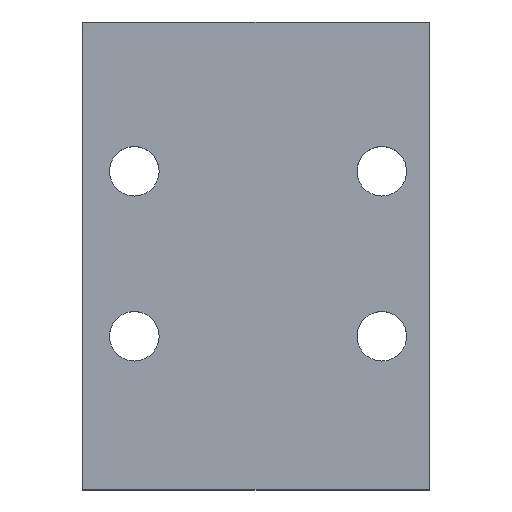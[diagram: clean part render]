
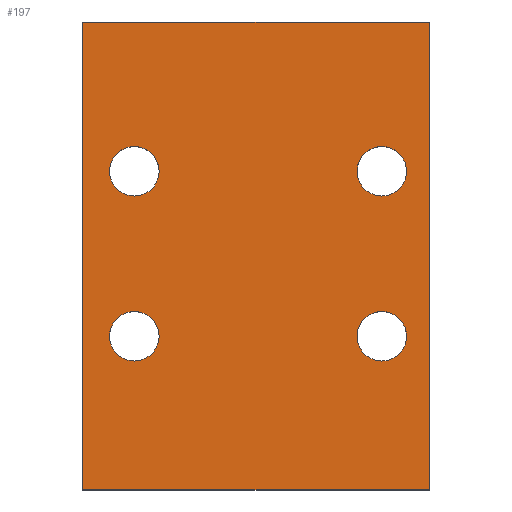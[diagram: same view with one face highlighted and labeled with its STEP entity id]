
A CAD part, top view. The second image highlights one B-rep face of the part: STEP entity #197.
In plain terms, the highlighted planar face has unit normal (0, 0, 1).
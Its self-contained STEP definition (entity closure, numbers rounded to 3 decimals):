
#15=FACE_BOUND('',#48,.T.);
#16=FACE_BOUND('',#49,.T.);
#17=FACE_BOUND('',#50,.T.);
#18=FACE_BOUND('',#51,.T.);
#27=PLANE('',#238);
#37=FACE_OUTER_BOUND('',#47,.T.);
#47=EDGE_LOOP('',(#169,#170,#171,#172));
#48=EDGE_LOOP('',(#173));
#49=EDGE_LOOP('',(#174));
#50=EDGE_LOOP('',(#175));
#51=EDGE_LOOP('',(#176));
#63=LINE('',#326,#79);
#66=LINE('',#332,#82);
#69=LINE('',#338,#85);
#72=LINE('',#342,#88);
#79=VECTOR('',#274,10.);
#82=VECTOR('',#279,10.);
#85=VECTOR('',#284,10.);
#88=VECTOR('',#289,10.);
#89=CIRCLE('',#223,1.2);
#91=CIRCLE('',#226,1.2);
#93=CIRCLE('',#229,1.2);
#95=CIRCLE('',#232,1.2);
#97=VERTEX_POINT('',#296);
#99=VERTEX_POINT('',#302);
#101=VERTEX_POINT('',#308);
#103=VERTEX_POINT('',#314);
#107=VERTEX_POINT('',#323);
#108=VERTEX_POINT('',#325);
#110=VERTEX_POINT('',#331);
#112=VERTEX_POINT('',#337);
#113=EDGE_CURVE('',#97,#97,#89,.T.);
#116=EDGE_CURVE('',#99,#99,#91,.T.);
#119=EDGE_CURVE('',#101,#101,#93,.T.);
#122=EDGE_CURVE('',#103,#103,#95,.T.);
#127=EDGE_CURVE('',#108,#107,#63,.T.);
#130=EDGE_CURVE('',#110,#108,#66,.T.);
#133=EDGE_CURVE('',#112,#110,#69,.T.);
#136=EDGE_CURVE('',#107,#112,#72,.T.);
#169=ORIENTED_EDGE('',*,*,#136,.T.);
#170=ORIENTED_EDGE('',*,*,#133,.T.);
#171=ORIENTED_EDGE('',*,*,#130,.T.);
#172=ORIENTED_EDGE('',*,*,#127,.T.);
#173=ORIENTED_EDGE('',*,*,#122,.T.);
#174=ORIENTED_EDGE('',*,*,#119,.T.);
#175=ORIENTED_EDGE('',*,*,#116,.T.);
#176=ORIENTED_EDGE('',*,*,#113,.T.);
#197=ADVANCED_FACE('',(#37,#15,#16,#17,#18),#27,.T.);
#223=AXIS2_PLACEMENT_3D('',#297,#244,#245);
#226=AXIS2_PLACEMENT_3D('',#303,#251,#252);
#229=AXIS2_PLACEMENT_3D('',#309,#258,#259);
#232=AXIS2_PLACEMENT_3D('',#315,#265,#266);
#238=AXIS2_PLACEMENT_3D('',#343,#290,#291);
#244=DIRECTION('center_axis',(0.,0.,
-1.));
#245=DIRECTION('ref_axis',(-1.,0.,0.));
#251=DIRECTION('center_axis',(0.,0.,
-1.));
#252=DIRECTION('ref_axis',(-1.,0.,0.));
#258=DIRECTION('center_axis',(0.,0.,
-1.));
#259=DIRECTION('ref_axis',(-1.,0.,0.));
#265=DIRECTION('center_axis',(0.,0.,
-1.));
#266=DIRECTION('ref_axis',(-1.,0.,0.));
#274=DIRECTION('',(-1.,0.,0.));
#279=DIRECTION('',(0.,1.,0.));
#284=DIRECTION('',(1.,0.,0.));
#289=DIRECTION('',(0.,-1.,0.));
#290=DIRECTION('center_axis',(0.,0.,
1.));
#291=DIRECTION('ref_axis',(1.,0.,0.));
#296=CARTESIAN_POINT('',(24.746,-10.224,17.862));
#297=CARTESIAN_POINT('Origin',(23.546,-10.224,17.862));
#302=CARTESIAN_POINT('',(36.746,-2.224,17.862));
#303=CARTESIAN_POINT('Origin',(35.546,-2.224,17.862));
#308=CARTESIAN_POINT('',(36.746,-10.224,17.862));
#309=CARTESIAN_POINT('Origin',(35.546,-10.224,17.862));
#314=CARTESIAN_POINT('',(24.746,-2.224,17.862));
#315=CARTESIAN_POINT('Origin',(23.546,-2.224,17.862));
#323=CARTESIAN_POINT('',(21.046,5.019,17.862));
#325=CARTESIAN_POINT('',(37.846,5.019,17.862));
#326=CARTESIAN_POINT('',(37.846,5.019,17.862));
#331=CARTESIAN_POINT('',(37.846,-17.675,17.862));
#332=CARTESIAN_POINT('',(37.846,-17.675,17.862));
#337=CARTESIAN_POINT('',(21.046,-17.675,17.862));
#338=CARTESIAN_POINT('',(21.046,-17.675,17.862));
#342=CARTESIAN_POINT('',(21.046,5.019,17.862));
#343=CARTESIAN_POINT('Origin',(29.446,-6.328,17.862));
